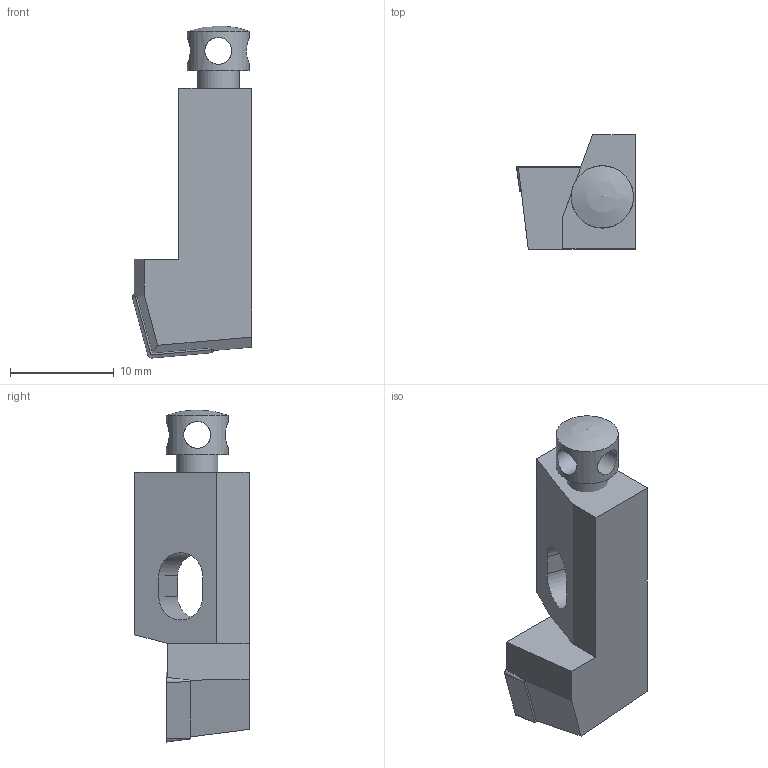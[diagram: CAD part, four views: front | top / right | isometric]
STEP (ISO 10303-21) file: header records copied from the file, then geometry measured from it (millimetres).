
FILE_DESCRIPTION(/* description */ (''),/* implementation_level */ '2;1');
FILE_NAME(/* name */ 'SCRCR08CA-06.stp',/* time_stamp */ '2012-10-11T16:03:40+06:00',/* author */ (''),/* organization */ (''),/* preprocessor_version */ 'ST-DEVELOPER v11',/* originating_system */ 'SIEMENS PLM Software NX 7.5',/* authorisation */ '');
FILE_SCHEMA (('AUTOMOTIVE_DESIGN { 1 0 10303 214 1 1 1 1 }'));
Length unit declared in the file: millimetre
Products named in the file (1): inpuADBEpjw4
Bounding box: 11.47 x 11 x 32 mm (x, y, z)
Volume: 1748.5 mm3; surface area: 1462.3 mm2
Topology: 3 solids, 3 shells, 39 faces, 99 edges, 63 vertices
Faces by surface type: plane 25, cylinder 8, cone 5, sphere 1
Full cylindrical faces by diameter (mm): 2.6 x4, 4 x1, 6 x1
Entity records: 1385 total; most frequent: CARTESIAN_POINT 429, DIRECTION 185, ORIENTED_EDGE 176, EDGE_CURVE 88, LINE 63, VECTOR 63, VERTEX_POINT 61, AXIS2_PLACEMENT_3D 61
